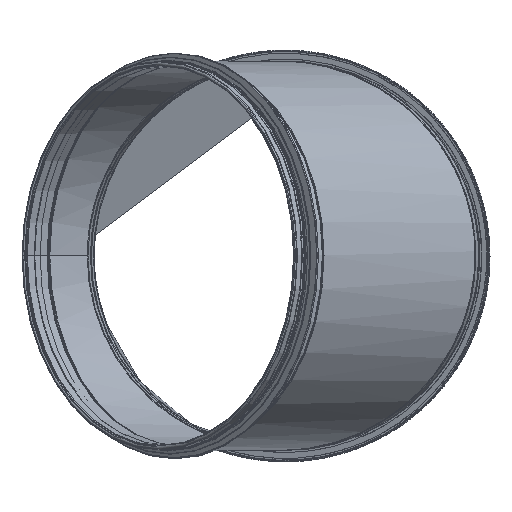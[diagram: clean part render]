
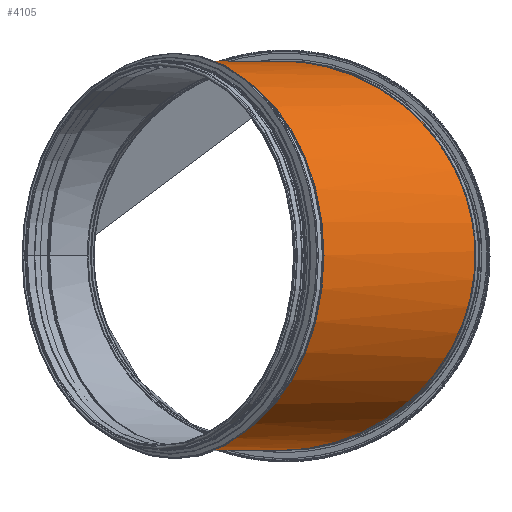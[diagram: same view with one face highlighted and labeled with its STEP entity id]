
A CAD part, top view. The second image highlights one B-rep face of the part: STEP entity #4105.
In plain terms, the highlighted cylindrical face has radius 124.45 mm (diameter 248.9 mm), a full revolution.
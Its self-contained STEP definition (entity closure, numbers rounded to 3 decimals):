
#1408=CARTESIAN_POINT('',(0.,111.451,124.45));
#1409=VERTEX_POINT('',#1408);
#1410=CARTESIAN_POINT('',(0.,111.451,-124.45));
#1411=VERTEX_POINT('',#1410);
#1412=CARTESIAN_POINT('',(0.,111.451,0.0));
#1413=DIRECTION('',(-0.383,-0.924,0.0));
#1414=DIRECTION('',(0.924,-0.383,0.0));
#1415=AXIS2_PLACEMENT_3D('',#1412,#1413,#1414);
#1416=ELLIPSE('',#1415,134.704,124.45);
#1417=EDGE_CURVE('',#1409,#1411,#1416,.T.);
#1691=CARTESIAN_POINT('',(124.45,59.902,-0.002));
#1692=VERTEX_POINT('',#1691);
#1702=CARTESIAN_POINT('',(124.45,59.902,0.0));
#1703=VERTEX_POINT('',#1702);
#3303=CARTESIAN_POINT('',(0.,111.451,-124.449));
#3304=CARTESIAN_POINT('',(3.103,110.166,-124.45));
#3305=CARTESIAN_POINT('',(18.617,103.74,-123.873));
#3306=CARTESIAN_POINT('',(46.151,92.335,-117.592));
#3307=CARTESIAN_POINT('',(76.041,79.954,-100.329));
#3308=CARTESIAN_POINT('',(98.119,70.809,-78.247));
#3309=CARTESIAN_POINT('',(113.071,64.615,-54.452));
#3310=CARTESIAN_POINT('',(122.352,60.771,-27.927));
#3311=CARTESIAN_POINT('',(124.45,59.902,-9.31));
#3312=CARTESIAN_POINT('',(124.45,59.902,-0.002));
#3313=B_SPLINE_CURVE_WITH_KNOTS('',3,(#3303,#3304,#3305,#3306,#3307,#3308,#3309,#3310,#3311,#3312),.UNSPECIFIED.,.F.,.U.,(4,1,1,1,1,1,1,4),(-1.571,-1.496,-1.197,-0.898,-0.673,-0.449,-0.224,0.),.UNSPECIFIED.);
#3314=EDGE_CURVE('',#1411,#1692,#3313,.T.);
#3317=CARTESIAN_POINT('',(124.45,59.902,0.));
#3318=CARTESIAN_POINT('',(124.45,59.902,9.309));
#3319=CARTESIAN_POINT('',(123.401,60.337,18.617));
#3320=CARTESIAN_POINT('',(121.33,61.195,27.693));
#3321=CARTESIAN_POINT('',(119.259,62.053,36.768));
#3322=CARTESIAN_POINT('',(116.165,63.334,45.61));
#3323=CARTESIAN_POINT('',(112.126,65.007,53.997));
#3324=CARTESIAN_POINT('',(108.087,66.68,62.384));
#3325=CARTESIAN_POINT('',(103.103,68.745,70.315));
#3326=CARTESIAN_POINT('',(97.299,71.149,77.593));
#3327=CARTESIAN_POINT('',(91.495,73.552,84.872));
#3328=CARTESIAN_POINT('',(84.873,76.296,91.497));
#3329=CARTESIAN_POINT('',(77.594,79.311,97.3));
#3330=CARTESIAN_POINT('',(67.89,83.33,105.038));
#3331=CARTESIAN_POINT('',(57.02,87.833,111.314));
#3332=CARTESIAN_POINT('',(45.467,92.618,115.848));
#3333=CARTESIAN_POINT('',(33.914,97.404,120.382));
#3334=CARTESIAN_POINT('',(21.677,102.472,123.175));
#3335=CARTESIAN_POINT('',(9.3,107.599,124.103));
#3336=CARTESIAN_POINT('',(6.206,108.881,124.336));
#3337=CARTESIAN_POINT('',(3.103,110.166,124.451));
#3338=CARTESIAN_POINT('',(0.,111.451,124.451));
#3339=B_SPLINE_CURVE_WITH_KNOTS('',3,(#3317,#3318,#3319,#3320,#3321,#3322,#3323,#3324,#3325,#3326,#3327,#3328,#3329,#3330,#3331,#3332,#3333,#3334,#3335,#3336,#3337,#3338),.UNSPECIFIED.,.F.,.U.,(4,3,3,3,3,3,3,4),(0.0,0.224,0.449,0.673,0.898,1.197,1.496,1.571),.UNSPECIFIED.);
#3340=EDGE_CURVE('',#1703,#1409,#3339,.T.);
#3351=CARTESIAN_POINT('',(124.45,25.5,0.0));
#3352=VERTEX_POINT('',#3351);
#3353=CARTESIAN_POINT('',(124.45,25.5,0.0));
#3354=DIRECTION('',(0.0,1.0,0.0));
#3355=VECTOR('',#3354,34.402);
#3356=LINE('',#3353,#3355);
#3357=EDGE_CURVE('',#3352,#1703,#3356,.T.);
#3443=CARTESIAN_POINT('',(124.45,25.5,-0.002));
#3444=VERTEX_POINT('',#3443);
#3901=CARTESIAN_POINT('',(124.45,59.902,-0.002));
#3902=DIRECTION('',(0.0,-1.0,0.0));
#3903=VECTOR('',#3902,34.402);
#3904=LINE('',#3901,#3903);
#3905=EDGE_CURVE('',#1692,#3444,#3904,.T.);
#4086=CARTESIAN_POINT('',(0.0,78.138,0.0));
#4087=DIRECTION('',(0.,-1.0,0.0));
#4088=DIRECTION('',(1.0,0.0,0.0));
#4089=AXIS2_PLACEMENT_3D('',#4086,#4087,#4088);
#4090=CYLINDRICAL_SURFACE('',#4089,124.45);
#4091=ORIENTED_EDGE('',*,*,#3340,.T.);
#4092=ORIENTED_EDGE('',*,*,#1417,.T.);
#4093=ORIENTED_EDGE('',*,*,#3314,.T.);
#4094=ORIENTED_EDGE('',*,*,#3905,.T.);
#4095=CARTESIAN_POINT('',(0.,25.5,0.0));
#4096=DIRECTION('',(0.0,-1.0,0.0));
#4097=DIRECTION('',(1.0,0.0,0.0));
#4098=AXIS2_PLACEMENT_3D('',#4095,#4096,#4097);
#4099=CIRCLE('',#4098,124.45);
#4100=EDGE_CURVE('',#3352,#3444,#4099,.T.);
#4101=ORIENTED_EDGE('',*,*,#4100,.F.);
#4102=ORIENTED_EDGE('',*,*,#3357,.T.);
#4103=EDGE_LOOP('',(#4091,#4092,#4093,#4094,#4101,#4102));
#4104=FACE_OUTER_BOUND('',#4103,.T.);
#4105=ADVANCED_FACE('',(#4104),#4090,.T.);
